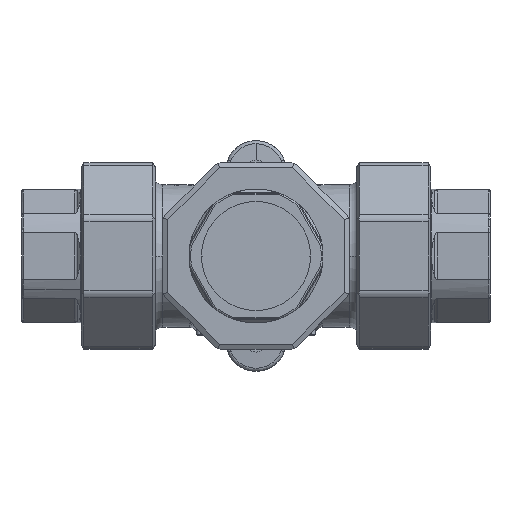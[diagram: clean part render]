
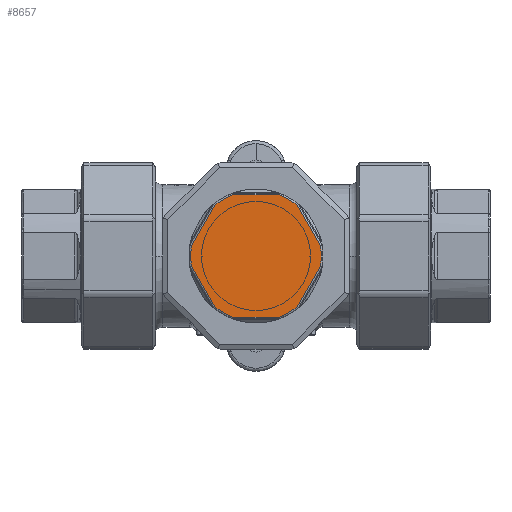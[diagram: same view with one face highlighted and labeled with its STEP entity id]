
A CAD part, front view. The second image highlights one B-rep face of the part: STEP entity #8657.
In plain terms, the highlighted planar face has unit normal (0, -1, 0).
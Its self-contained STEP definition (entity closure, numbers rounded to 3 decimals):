
#401 = VERTEX_POINT ( 'NONE', #9960 ) ;
#620 = VERTEX_POINT ( 'NONE', #12152 ) ;
#2640 = LINE ( 'NONE', #2642, #18445 ) ;
#2642 = CARTESIAN_POINT ( 'NONE',  ( 0., -74.198, -18.054 ) ) ;
#2644 = DIRECTION ( 'NONE',  ( 1., 0., 0. ) ) ;
#2658 = CARTESIAN_POINT ( 'NONE',  ( 0., -74.198, 0. ) ) ;
#2660 = DIRECTION ( 'NONE',  ( 0., -1., 0. ) ) ;
#2662 = DIRECTION ( 'NONE',  ( 1., 0., 0. ) ) ;
#2696 = CARTESIAN_POINT ( 'NONE',  ( 0., -74.198, 0. ) ) ;
#2698 = DIRECTION ( 'NONE',  ( 0., -1., 0. ) ) ;
#2700 = DIRECTION ( 'NONE',  ( 1., 0., 0. ) ) ;
#2702 = LINE ( 'NONE', #2712, #18450 ) ;
#2712 = CARTESIAN_POINT ( 'NONE',  ( 9.058, -74.198, -20.42 ) ) ;
#2716 = DIRECTION ( 'NONE',  ( 0.5, 0., 0.866 ) ) ;
#2738 = LINE ( 'NONE', #2741, #18455 ) ;
#2741 = CARTESIAN_POINT ( 'NONE',  ( -9.058, -74.198, -20.42 ) ) ;
#2743 = DIRECTION ( 'NONE',  ( 0.5, 0., -0.866 ) ) ;
#2747 = CARTESIAN_POINT ( 'NONE',  ( 0., -74.198, 0. ) ) ;
#2749 = DIRECTION ( 'NONE',  ( 0., -1., 0. ) ) ;
#2750 = DIRECTION ( 'NONE',  ( 1., 0., 0. ) ) ;
#3317 = CARTESIAN_POINT ( 'NONE',  ( 0., -74.198, 0. ) ) ;
#3318 = DIRECTION ( 'NONE',  ( 0., -1., 0. ) ) ;
#3319 = DIRECTION ( 'NONE',  ( 1., 0., 0. ) ) ;
#3320 = LINE ( 'NONE', #3325, #18462 ) ;
#3325 = CARTESIAN_POINT ( 'NONE',  ( 22.213, -74.198, -2.366 ) ) ;
#3326 = DIRECTION ( 'NONE',  ( -0.5, 0., 0.866 ) ) ;
#3339 = LINE ( 'NONE', #3340, #18467 ) ;
#3340 = CARTESIAN_POINT ( 'NONE',  ( -22.213, -74.198, -2.366 ) ) ;
#3341 = DIRECTION ( 'NONE',  ( -0.5, 0., -0.866 ) ) ;
#3346 = CARTESIAN_POINT ( 'NONE',  ( 0., -74.198, 0. ) ) ;
#3347 = DIRECTION ( 'NONE',  ( 0., -1., 0. ) ) ;
#3348 = DIRECTION ( 'NONE',  ( 1., 0., 0. ) ) ;
#3364 = CARTESIAN_POINT ( 'NONE',  ( 0., -74.198, 0. ) ) ;
#3365 = DIRECTION ( 'NONE',  ( 0., -1., 0. ) ) ;
#3366 = DIRECTION ( 'NONE',  ( 1., 0., 0. ) ) ;
#3368 = LINE ( 'NONE', #3369, #18477 ) ;
#3369 = CARTESIAN_POINT ( 'NONE',  ( 0., -74.198, 18.054 ) ) ;
#3370 = DIRECTION ( 'NONE',  ( -1., 0., 0. ) ) ;
#6127 = VERTEX_POINT ( 'NONE', #10155 ) ;
#6134 = VERTEX_POINT ( 'NONE', #10162 ) ;
#6135 = VERTEX_POINT ( 'NONE', #10163 ) ;
#6136 = VERTEX_POINT ( 'NONE', #10164 ) ;
#6142 = VERTEX_POINT ( 'NONE', #10170 ) ;
#6157 = VERTEX_POINT ( 'NONE', #10185 ) ;
#6171 = VERTEX_POINT ( 'NONE', #10199 ) ;
#6216 = VERTEX_POINT ( 'NONE', #10244 ) ;
#6217 = VERTEX_POINT ( 'NONE', #10245 ) ;
#6219 = VERTEX_POINT ( 'NONE', #10247 ) ;
#6220 = VERTEX_POINT ( 'NONE', #10248 ) ;
#6705 = EDGE_CURVE ( 'NONE', #620, #401, #8361, .T. ) ;
#8359 = AXIS2_PLACEMENT_3D ( 'NONE', #12812, #12813, #12814 ) ;
#8361 = CIRCLE ( 'NONE', #8359, 19.308 ) ;
#8657 = ADVANCED_FACE ( 'NONE', ( #20462 ), #20463, .F. ) ;
#9960 = CARTESIAN_POINT ( 'NONE',  ( 19.057, -74.198, 3.1 ) ) ;
#10155 = CARTESIAN_POINT ( 'NONE',  ( -19.057, -74.198, 3.1 ) ) ;
#10162 = CARTESIAN_POINT ( 'NONE',  ( 12.213, -74.198, 14.954 ) ) ;
#10163 = CARTESIAN_POINT ( 'NONE',  ( -6.844, -74.198, 18.054 ) ) ;
#10164 = CARTESIAN_POINT ( 'NONE',  ( -19.057, -74.198, -3.1 ) ) ;
#10170 = CARTESIAN_POINT ( 'NONE',  ( -12.213, -74.198, 14.954 ) ) ;
#10185 = CARTESIAN_POINT ( 'NONE',  ( -6.844, -74.198, -18.054 ) ) ;
#10199 = CARTESIAN_POINT ( 'NONE',  ( 6.844, -74.198, 18.054 ) ) ;
#10244 = CARTESIAN_POINT ( 'NONE',  ( -12.213, -74.198, -14.954 ) ) ;
#10245 = CARTESIAN_POINT ( 'NONE',  ( 12.213, -74.198, -14.954 ) ) ;
#10247 = CARTESIAN_POINT ( 'NONE',  ( 6.844, -74.198, -18.054 ) ) ;
#10248 = CARTESIAN_POINT ( 'NONE',  ( 19.057, -74.198, -3.1 ) ) ;
#12152 = CARTESIAN_POINT ( 'NONE',  ( 19.308, -74.198, 0. ) ) ;
#12812 = CARTESIAN_POINT ( 'NONE',  ( 0., -74.198, 0. ) ) ;
#12813 = DIRECTION ( 'NONE',  ( 0., -1., 0. ) ) ;
#12814 = DIRECTION ( 'NONE',  ( 1., 0., 0. ) ) ;
#14813 = EDGE_LOOP ( 'NONE', ( #31058, #31059, #31060, #31061, #31062, #31063, #31064, #31065, #31066, #31067, #31068, #31069, #21137 ) ) ;
#18444 = CIRCLE ( 'NONE', #18447, 19.308 ) ;
#18445 = VECTOR ( 'NONE', #2644, 1000. ) ;
#18447 = AXIS2_PLACEMENT_3D ( 'NONE', #2658, #2660, #2662 ) ;
#18448 = CIRCLE ( 'NONE', #18453, 19.308 ) ;
#18450 = VECTOR ( 'NONE', #2716, 1000. ) ;
#18453 = AXIS2_PLACEMENT_3D ( 'NONE', #2696, #2698, #2700 ) ;
#18455 = VECTOR ( 'NONE', #2743, 1000. ) ;
#18457 = CIRCLE ( 'NONE', #18459, 19.308 ) ;
#18459 = AXIS2_PLACEMENT_3D ( 'NONE', #2747, #2749, #2750 ) ;
#18460 = CIRCLE ( 'NONE', #18465, 19.308 ) ;
#18462 = VECTOR ( 'NONE', #3326, 1000. ) ;
#18465 = AXIS2_PLACEMENT_3D ( 'NONE', #3317, #3318, #3319 ) ;
#18467 = VECTOR ( 'NONE', #3341, 1000. ) ;
#18468 = CIRCLE ( 'NONE', #18471, 19.308 ) ;
#18471 = AXIS2_PLACEMENT_3D ( 'NONE', #3346, #3347, #3348 ) ;
#18472 = CIRCLE ( 'NONE', #18476, 19.308 ) ;
#18476 = AXIS2_PLACEMENT_3D ( 'NONE', #3364, #3365, #3366 ) ;
#18477 = VECTOR ( 'NONE', #3370, 1000. ) ;
#20454 = CARTESIAN_POINT ( 'NONE',  ( 0., -74.198, -15.19 ) ) ;
#20462 = FACE_OUTER_BOUND ( 'NONE', #14813, .T. ) ;
#20463 = PLANE ( 'NONE',  #30354 ) ;
#20465 = DIRECTION ( 'NONE',  ( 0., 1., 0. ) ) ;
#20466 = DIRECTION ( 'NONE',  ( 1., 0., 0. ) ) ;
#21137 = ORIENTED_EDGE ( 'NONE', *, *, #26909, .T. ) ;
#26897 = EDGE_CURVE ( 'NONE', #6157, #6219, #2640, .T. ) ;
#26899 = EDGE_CURVE ( 'NONE', #6219, #6217, #18444, .T. ) ;
#26903 = EDGE_CURVE ( 'NONE', #6216, #6157, #18448, .T. ) ;
#26905 = EDGE_CURVE ( 'NONE', #6217, #6220, #2702, .T. ) ;
#26909 = EDGE_CURVE ( 'NONE', #6136, #6216, #2738, .T. ) ;
#26910 = EDGE_CURVE ( 'NONE', #6220, #620, #18457, .T. ) ;
#26914 = EDGE_CURVE ( 'NONE', #6127, #6136, #18460, .T. ) ;
#26916 = EDGE_CURVE ( 'NONE', #401, #6134, #3320, .T. ) ;
#26920 = EDGE_CURVE ( 'NONE', #6142, #6127, #3339, .T. ) ;
#26922 = EDGE_CURVE ( 'NONE', #6134, #6171, #18468, .T. ) ;
#26926 = EDGE_CURVE ( 'NONE', #6135, #6142, #18472, .T. ) ;
#26928 = EDGE_CURVE ( 'NONE', #6171, #6135, #3368, .T. ) ;
#30354 = AXIS2_PLACEMENT_3D ( 'NONE', #20454, #20465, #20466 ) ;
#31058 = ORIENTED_EDGE ( 'NONE', *, *, #26903, .T. ) ;
#31059 = ORIENTED_EDGE ( 'NONE', *, *, #26897, .T. ) ;
#31060 = ORIENTED_EDGE ( 'NONE', *, *, #26899, .T. ) ;
#31061 = ORIENTED_EDGE ( 'NONE', *, *, #26905, .T. ) ;
#31062 = ORIENTED_EDGE ( 'NONE', *, *, #26910, .T. ) ;
#31063 = ORIENTED_EDGE ( 'NONE', *, *, #6705, .T. ) ;
#31064 = ORIENTED_EDGE ( 'NONE', *, *, #26916, .T. ) ;
#31065 = ORIENTED_EDGE ( 'NONE', *, *, #26922, .T. ) ;
#31066 = ORIENTED_EDGE ( 'NONE', *, *, #26928, .T. ) ;
#31067 = ORIENTED_EDGE ( 'NONE', *, *, #26926, .T. ) ;
#31068 = ORIENTED_EDGE ( 'NONE', *, *, #26920, .T. ) ;
#31069 = ORIENTED_EDGE ( 'NONE', *, *, #26914, .T. ) ;
